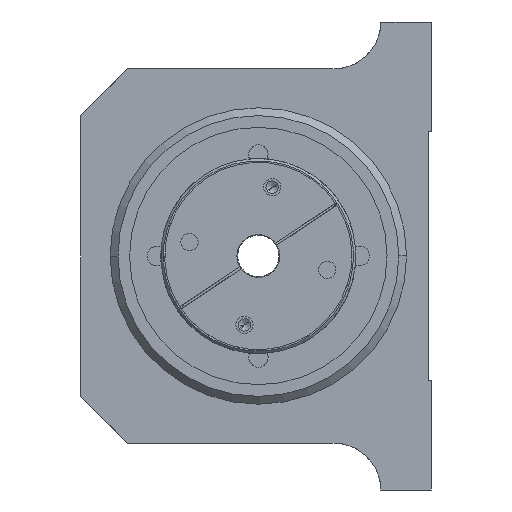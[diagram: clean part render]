
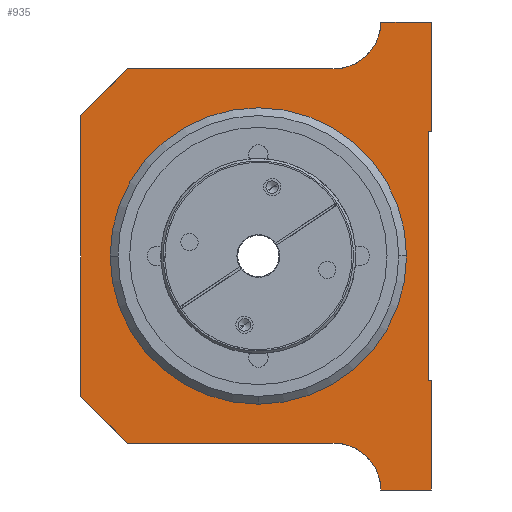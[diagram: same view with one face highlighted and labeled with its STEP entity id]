
A CAD part, left-side view. The second image highlights one B-rep face of the part: STEP entity #935.
In plain terms, the highlighted planar face has unit normal (-1, 0, 0).
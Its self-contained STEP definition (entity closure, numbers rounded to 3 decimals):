
#78 = EDGE_LOOP ( 'NONE', ( #2914, #2130 ) ) ;
#188 = EDGE_CURVE ( 'NONE', #7641, #10826, #12503, .T. ) ;
#214 = VECTOR ( 'NONE', #8886, 1000. ) ;
#266 = DIRECTION ( 'NONE',  ( 0., -1., 0. ) ) ;
#310 = FACE_BOUND ( 'NONE', #78, .T. ) ;
#338 = CARTESIAN_POINT ( 'NONE',  ( 6.5, -2.19, -12.472 ) ) ;
#555 = DIRECTION ( 'NONE',  ( 0., 0., -1. ) ) ;
#567 = FACE_OUTER_BOUND ( 'NONE', #1110, .T. ) ;
#609 = CIRCLE ( 'NONE', #4686, 19. ) ;
#636 = CARTESIAN_POINT ( 'NONE',  ( 6.5, -2.19, 33.528 ) ) ;
#790 = DIRECTION ( 'NONE',  ( 1., 0., 0. ) ) ;
#797 = ORIENTED_EDGE ( 'NONE', *, *, #5661, .T. ) ;
#821 = ORIENTED_EDGE ( 'NONE', *, *, #6780, .F. ) ;
#935 = ADVANCED_FACE ( 'NONE', ( #567, #310 ), #4718, .F. ) ;
#985 = CARTESIAN_POINT ( 'NONE',  ( 6.5, 42.81, -14.472 ) ) ;
#1110 = EDGE_LOOP ( 'NONE', ( #6433, #2147, #9146, #4883, #6506, #10777, #6668, #797, #2677, #6916, #821, #6486, #11817, #2341 ) ) ;
#1138 = VECTOR ( 'NONE', #5811, 1000. ) ;
#1236 = LINE ( 'NONE', #10614, #1138 ) ;
#1291 = DIRECTION ( 'NONE',  ( 0., 0., 1. ) ) ;
#1924 = DIRECTION ( 'NONE',  ( 0., 1., 0. ) ) ;
#1935 = LINE ( 'NONE', #6155, #6221 ) ;
#1983 = CARTESIAN_POINT ( 'NONE',  ( 6.5, -2.19, -26.472 ) ) ;
#2130 = ORIENTED_EDGE ( 'NONE', *, *, #9397, .T. ) ;
#2147 = ORIENTED_EDGE ( 'NONE', *, *, #188, .F. ) ;
#2284 = VERTEX_POINT ( 'NONE', #10100 ) ;
#2341 = ORIENTED_EDGE ( 'NONE', *, *, #8087, .F. ) ;
#2462 = DIRECTION ( 'NONE',  ( 0., 1., 0. ) ) ;
#2617 = CARTESIAN_POINT ( 'NONE',  ( 6.5, 36.81, -20.472 ) ) ;
#2640 = DIRECTION ( 'NONE',  ( 0., 1., 0. ) ) ;
#2677 = ORIENTED_EDGE ( 'NONE', *, *, #11935, .T. ) ;
#2690 = AXIS2_PLACEMENT_3D ( 'NONE', #3092, #6130, #1291 ) ;
#2863 = CARTESIAN_POINT ( 'NONE',  ( 6.5, 4.31, -26.472 ) ) ;
#2874 = VERTEX_POINT ( 'NONE', #11020 ) ;
#2914 = ORIENTED_EDGE ( 'NONE', *, *, #3604, .T. ) ;
#3092 = CARTESIAN_POINT ( 'NONE',  ( 6.5, 10.31, -26.472 ) ) ;
#3198 = LINE ( 'NONE', #5543, #7346 ) ;
#3282 = CIRCLE ( 'NONE', #5452, 19. ) ;
#3391 = LINE ( 'NONE', #8271, #7417 ) ;
#3411 = VERTEX_POINT ( 'NONE', #1983 ) ;
#3482 = CARTESIAN_POINT ( 'NONE',  ( 6.5, 36.81, 27.528 ) ) ;
#3604 = EDGE_CURVE ( 'NONE', #5254, #7434, #3282, .T. ) ;
#3606 = DIRECTION ( 'NONE',  ( 1., 0., 0. ) ) ;
#3960 = VECTOR ( 'NONE', #5980, 1000. ) ;
#4001 = CIRCLE ( 'NONE', #6084, 6. ) ;
#4344 = VERTEX_POINT ( 'NONE', #2863 ) ;
#4361 = CARTESIAN_POINT ( 'NONE',  ( 6.5, 39.01, 3.521 ) ) ;
#4362 = EDGE_CURVE ( 'NONE', #11289, #2874, #12478, .T. ) ;
#4458 = LINE ( 'NONE', #11308, #4603 ) ;
#4550 = EDGE_CURVE ( 'NONE', #9377, #10102, #4001, .T. ) ;
#4603 = VECTOR ( 'NONE', #7592, 1000. ) ;
#4658 = EDGE_CURVE ( 'NONE', #11032, #3411, #4458, .T. ) ;
#4686 = AXIS2_PLACEMENT_3D ( 'NONE', #6718, #3606, #7816 ) ;
#4718 = PLANE ( 'NONE',  #9815 ) ;
#4883 = ORIENTED_EDGE ( 'NONE', *, *, #4550, .T. ) ;
#4928 = DIRECTION ( 'NONE',  ( 0., 0.707, -0.707 ) ) ;
#5254 = VERTEX_POINT ( 'NONE', #12703 ) ;
#5426 = DIRECTION ( 'NONE',  ( 0., -1., 0. ) ) ;
#5452 = AXIS2_PLACEMENT_3D ( 'NONE', #6923, #5682, #12720 ) ;
#5525 = LINE ( 'NONE', #10030, #9832 ) ;
#5543 = CARTESIAN_POINT ( 'NONE',  ( 6.5, -2.19, 33.528 ) ) ;
#5560 = EDGE_CURVE ( 'NONE', #11032, #8813, #5525, .T. ) ;
#5661 = EDGE_CURVE ( 'NONE', #6737, #2284, #1236, .T. ) ;
#5682 = DIRECTION ( 'NONE',  ( 1., 0., 0. ) ) ;
#5811 = DIRECTION ( 'NONE',  ( 0., -0.707, -0.707 ) ) ;
#5825 = CARTESIAN_POINT ( 'NONE',  ( 6.5, 4.31, 33.528 ) ) ;
#5980 = DIRECTION ( 'NONE',  ( 0., 0., -1. ) ) ;
#6084 = AXIS2_PLACEMENT_3D ( 'NONE', #11050, #12052, #266 ) ;
#6130 = DIRECTION ( 'NONE',  ( 1., 0., 0. ) ) ;
#6155 = CARTESIAN_POINT ( 'NONE',  ( 6.5, -2.19, 19.528 ) ) ;
#6221 = VECTOR ( 'NONE', #2462, 1000. ) ;
#6298 = CARTESIAN_POINT ( 'NONE',  ( 6.5, -2.19, 19.528 ) ) ;
#6303 = DIRECTION ( 'NONE',  ( 0., 1., 0. ) ) ;
#6343 = EDGE_CURVE ( 'NONE', #10826, #6403, #1935, .T. ) ;
#6403 = VERTEX_POINT ( 'NONE', #9659 ) ;
#6426 = CARTESIAN_POINT ( 'NONE',  ( 6.5, 20.01, 3.528 ) ) ;
#6433 = ORIENTED_EDGE ( 'NONE', *, *, #6343, .F. ) ;
#6486 = ORIENTED_EDGE ( 'NONE', *, *, #4658, .F. ) ;
#6506 = ORIENTED_EDGE ( 'NONE', *, *, #12347, .T. ) ;
#6655 = LINE ( 'NONE', #6732, #7006 ) ;
#6668 = ORIENTED_EDGE ( 'NONE', *, *, #12672, .F. ) ;
#6718 = CARTESIAN_POINT ( 'NONE',  ( 6.5, 20.01, 3.528 ) ) ;
#6732 = CARTESIAN_POINT ( 'NONE',  ( 6.5, -2.19, -26.472 ) ) ;
#6737 = VERTEX_POINT ( 'NONE', #7744 ) ;
#6780 = EDGE_CURVE ( 'NONE', #3411, #4344, #6655, .T. ) ;
#6916 = ORIENTED_EDGE ( 'NONE', *, *, #7738, .T. ) ;
#6923 = CARTESIAN_POINT ( 'NONE',  ( 6.5, 20.01, 3.528 ) ) ;
#7006 = VECTOR ( 'NONE', #8739, 1000. ) ;
#7179 = VECTOR ( 'NONE', #5426, 1000. ) ;
#7306 = VERTEX_POINT ( 'NONE', #7893 ) ;
#7346 = VECTOR ( 'NONE', #1924, 1000. ) ;
#7417 = VECTOR ( 'NONE', #555, 1000. ) ;
#7434 = VERTEX_POINT ( 'NONE', #4361 ) ;
#7472 = LINE ( 'NONE', #2617, #7179 ) ;
#7592 = DIRECTION ( 'NONE',  ( 0., 0., -1. ) ) ;
#7641 = VERTEX_POINT ( 'NONE', #636 ) ;
#7738 = EDGE_CURVE ( 'NONE', #7306, #4344, #11315, .T. ) ;
#7744 = CARTESIAN_POINT ( 'NONE',  ( 6.5, 42.81, -14.472 ) ) ;
#7816 = DIRECTION ( 'NONE',  ( 0., 1., 0. ) ) ;
#7893 = CARTESIAN_POINT ( 'NONE',  ( 6.5, 10.31, -20.472 ) ) ;
#7956 = LINE ( 'NONE', #8569, #8036 ) ;
#8036 = VECTOR ( 'NONE', #9574, 1000. ) ;
#8087 = EDGE_CURVE ( 'NONE', #6403, #8813, #3391, .T. ) ;
#8158 = EDGE_CURVE ( 'NONE', #7641, #9377, #3198, .T. ) ;
#8182 = LINE ( 'NONE', #985, #214 ) ;
#8214 = VECTOR ( 'NONE', #4928, 1000. ) ;
#8271 = CARTESIAN_POINT ( 'NONE',  ( 6.5, -1.79, 19.528 ) ) ;
#8569 = CARTESIAN_POINT ( 'NONE',  ( 6.5, 10.31, 27.528 ) ) ;
#8739 = DIRECTION ( 'NONE',  ( 0., 1., 0. ) ) ;
#8813 = VERTEX_POINT ( 'NONE', #11336 ) ;
#8886 = DIRECTION ( 'NONE',  ( 0., 0., 1. ) ) ;
#9146 = ORIENTED_EDGE ( 'NONE', *, *, #8158, .T. ) ;
#9377 = VERTEX_POINT ( 'NONE', #5825 ) ;
#9397 = EDGE_CURVE ( 'NONE', #7434, #5254, #609, .T. ) ;
#9574 = DIRECTION ( 'NONE',  ( 0., 1., 0. ) ) ;
#9659 = CARTESIAN_POINT ( 'NONE',  ( 6.5, -1.79, 19.528 ) ) ;
#9815 = AXIS2_PLACEMENT_3D ( 'NONE', #6426, #790, #2640 ) ;
#9832 = VECTOR ( 'NONE', #6303, 1000. ) ;
#9882 = CARTESIAN_POINT ( 'NONE',  ( 6.5, 10.31, 27.528 ) ) ;
#10030 = CARTESIAN_POINT ( 'NONE',  ( 6.5, -2.19, -12.472 ) ) ;
#10047 = CARTESIAN_POINT ( 'NONE',  ( 6.5, -2.19, 33.528 ) ) ;
#10100 = CARTESIAN_POINT ( 'NONE',  ( 6.5, 36.81, -20.472 ) ) ;
#10102 = VERTEX_POINT ( 'NONE', #9882 ) ;
#10614 = CARTESIAN_POINT ( 'NONE',  ( 6.5, 42.81, -14.472 ) ) ;
#10777 = ORIENTED_EDGE ( 'NONE', *, *, #4362, .T. ) ;
#10826 = VERTEX_POINT ( 'NONE', #6298 ) ;
#11020 = CARTESIAN_POINT ( 'NONE',  ( 6.5, 42.81, 21.528 ) ) ;
#11032 = VERTEX_POINT ( 'NONE', #338 ) ;
#11050 = CARTESIAN_POINT ( 'NONE',  ( 6.5, 10.31, 33.528 ) ) ;
#11289 = VERTEX_POINT ( 'NONE', #3482 ) ;
#11308 = CARTESIAN_POINT ( 'NONE',  ( 6.5, -2.19, -12.472 ) ) ;
#11315 = CIRCLE ( 'NONE', #2690, 6. ) ;
#11336 = CARTESIAN_POINT ( 'NONE',  ( 6.5, -1.79, -12.472 ) ) ;
#11797 = CARTESIAN_POINT ( 'NONE',  ( 6.5, 36.81, 27.528 ) ) ;
#11817 = ORIENTED_EDGE ( 'NONE', *, *, #5560, .T. ) ;
#11935 = EDGE_CURVE ( 'NONE', #2284, #7306, #7472, .T. ) ;
#12052 = DIRECTION ( 'NONE',  ( 1., 0., 0. ) ) ;
#12347 = EDGE_CURVE ( 'NONE', #10102, #11289, #7956, .T. ) ;
#12478 = LINE ( 'NONE', #11797, #8214 ) ;
#12503 = LINE ( 'NONE', #10047, #3960 ) ;
#12672 = EDGE_CURVE ( 'NONE', #6737, #2874, #8182, .T. ) ;
#12703 = CARTESIAN_POINT ( 'NONE',  ( 6.5, 1.01, 3.535 ) ) ;
#12720 = DIRECTION ( 'NONE',  ( 0., -1., 0. ) ) ;
